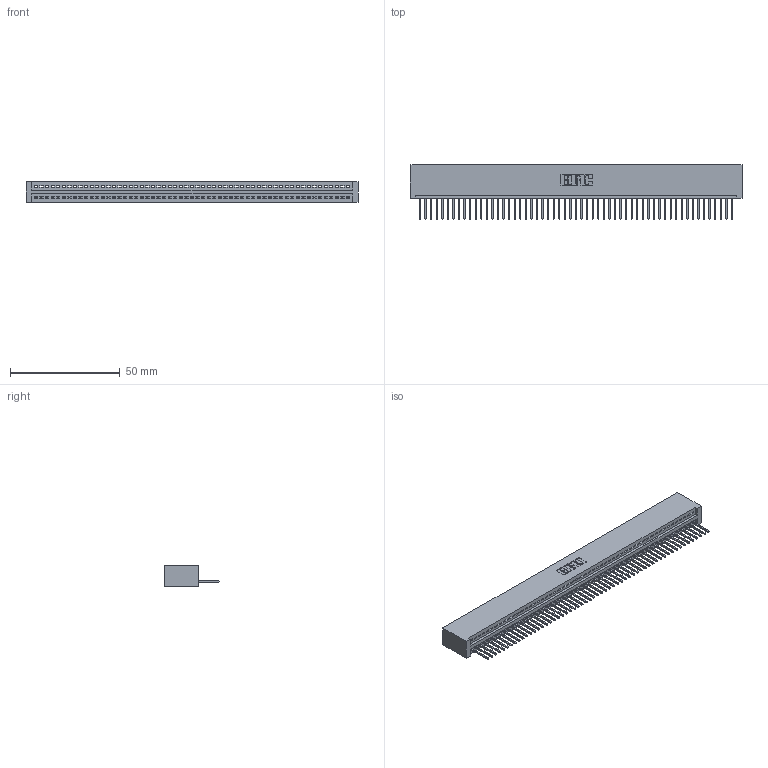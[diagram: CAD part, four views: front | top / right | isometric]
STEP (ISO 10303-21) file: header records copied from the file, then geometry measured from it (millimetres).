
FILE_DESCRIPTION (( 'STEP AP203' ), '1' );
FILE_NAME ('395-057-523-101.STEP', '2018-11-22T21:18:39', ( '' ), ( '' ), 'SwSTEP 2.0', 'SolidWorks 2016', '' );
FILE_SCHEMA (( 'CONFIG_CONTROL_DESIGN' ));
Length unit declared in the file: inch
Products named in the file (3): 395-057-523-101; 345 Part_No Mounting Lugs; 345-292-001_345-293-123
Assembly tree (58 placements, depth 2):
  395-057-523-101
    345 Part_No Mounting Lugs
    345-292-001_345-293-123  x57
Bounding box: 151.38 x 24.82 x 9.4 mm (x, y, z)
Volume: 15063.8 mm3; surface area: 20474.5 mm2
Topology: 58 solids, 58 shells, 3424 faces, 10349 edges, 6822 vertices
Faces by surface type: plane 2356, cylinder 1068
Entity records: 40621 total; most frequent: CARTESIAN_POINT 7043, ORIENTED_EDGE 7034, DIRECTION 6123, EDGE_CURVE 3517, LINE 3165, VECTOR 3165, VERTEX_POINT 2342, AXIS2_PLACEMENT_3D 1479
